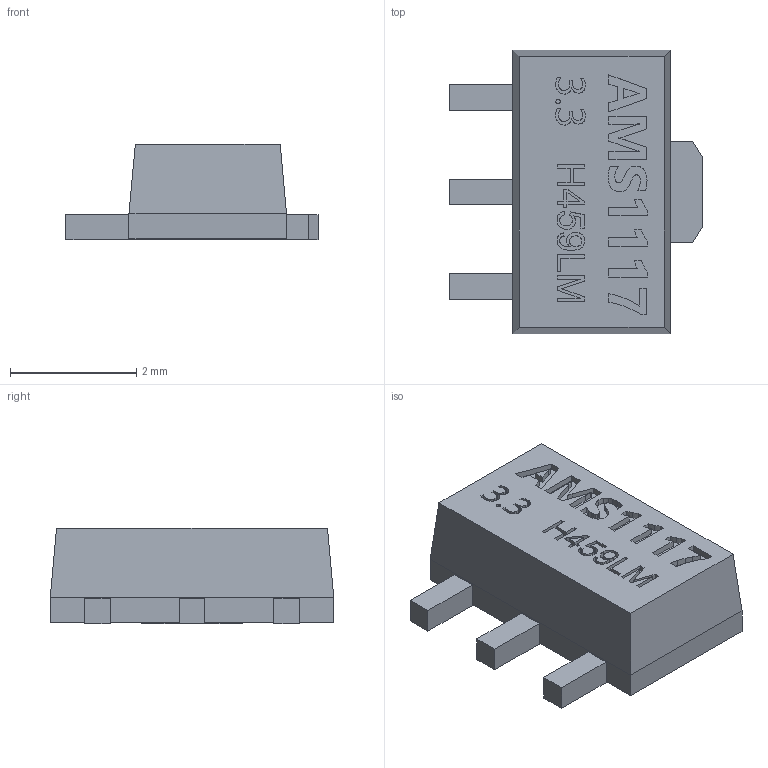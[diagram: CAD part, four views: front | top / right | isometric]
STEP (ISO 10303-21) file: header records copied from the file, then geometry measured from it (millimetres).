
FILE_DESCRIPTION(/* description */ (''),/* implementation_level */ '2;1');
FILE_NAME(/* name */ 'ams1117.step',/* time_stamp */ '2020-04-26T03:06:22+07:00',/* author */ (''),/* organization */ (''),/* preprocessor_version */ 'ST-DEVELOPER v18.1',/* originating_system */ 'Autodesk Translation Framework v9.2.0.1227',/* authorisation */ '');
FILE_SCHEMA (('AUTOMOTIVE_DESIGN { 1 0 10303 214 3 1 1 }'));
Length unit declared in the file: millimetre
Products named in the file (1): ams1117
Bounding box: 4 x 4.5 x 1.52 mm (x, y, z)
Volume: 16.8 mm3; surface area: 52.2 mm2
Topology: 1 solids, 1 shells, 351 faces, 982 edges, 652 vertices
Faces by surface type: bspline 176, plane 175
Entity records: 12883 total; most frequent: CARTESIAN_POINT 4978, ORIENTED_EDGE 1964, EDGE_CURVE 982, DIRECTION 982, VERTEX_POINT 652, LINE 630, VECTOR 630, EDGE_LOOP 370
